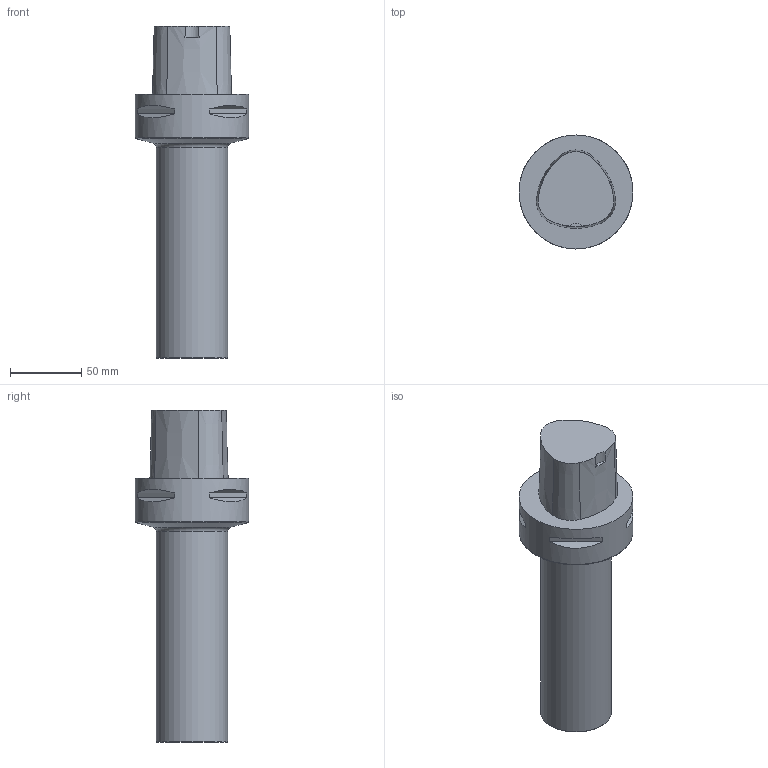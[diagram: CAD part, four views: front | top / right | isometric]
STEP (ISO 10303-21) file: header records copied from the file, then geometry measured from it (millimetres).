
FILE_DESCRIPTION(/* description */ (''),/* implementation_level */ '2;1');
FILE_NAME(/* name */ '2537_1_3d.stp',/* time_stamp */ '2017-02-08T08:21:29+01:00',/* author */ (''),/* organization */ ('SMS'),/* preprocessor_version */ 'ST-DEVELOPER v15',/* originating_system */ 'SIEMENS PLM Software NX 8.5',/* authorisation */ '');
FILE_SCHEMA (('AUTOMOTIVE_DESIGN { 1 0 10303 214 3 1 1 1 }'));
Length unit declared in the file: millimetre
Products named in the file (1): 2537_1_3D
Bounding box: 80 x 80 x 233 mm (x, y, z)
Volume: 568478.9 mm3; surface area: 49753.5 mm2
Topology: 1 solids, 1 shells, 29 faces, 63 edges, 41 vertices
Faces by surface type: plane 16, cone 8, cylinder 3, torus 2
Full cylindrical faces by diameter (mm): 50 x1, 80 x1
Entity records: 809 total; most frequent: DIRECTION 150, CARTESIAN_POINT 133, ORIENTED_EDGE 110, AXIS2_PLACEMENT_3D 64, EDGE_CURVE 55, EDGE_LOOP 40, VERTEX_POINT 39, ADVANCED_FACE 29
